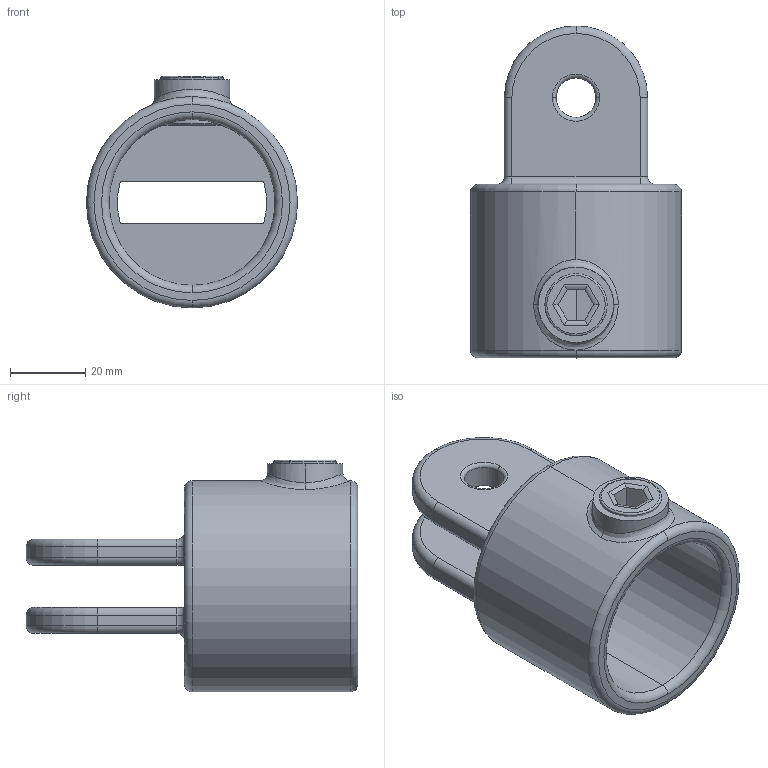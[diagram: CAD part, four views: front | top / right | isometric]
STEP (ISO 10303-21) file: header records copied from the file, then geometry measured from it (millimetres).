
FILE_DESCRIPTION (( 'STEP AP203' ), '1' );
FILE_NAME ('173F-C42.step', '2015-09-17T16:26:10', ( '' ), ( '' ), 'SwSTEP 2.0', 'SolidWorks 2015', '' );
FILE_SCHEMA (( 'CONFIG_CONTROL_DESIGN' ));
Length unit declared in the file: millimetre
Products named in the file (3): 173F-C42 Teil1; 173F-C42 Teil2; 173F-C42
Assembly tree (2 placements, depth 2):
  173F-C42
    173F-C42 Teil1
    173F-C42 Teil2
Bounding box: 56 x 88 x 61.5 mm (x, y, z)
Volume: 68376.3 mm3; surface area: 25983 mm2
Topology: 2 solids, 2 shells, 100 faces, 237 edges, 141 vertices
Faces by surface type: cylinder 46, torus 32, plane 20, bspline 2
Entity records: 3841 total; most frequent: CARTESIAN_POINT 1214, DIRECTION 527, ORIENTED_EDGE 474, EDGE_CURVE 237, AXIS2_PLACEMENT_3D 219, VERTEX_POINT 141, CIRCLE 116, EDGE_LOOP 110
